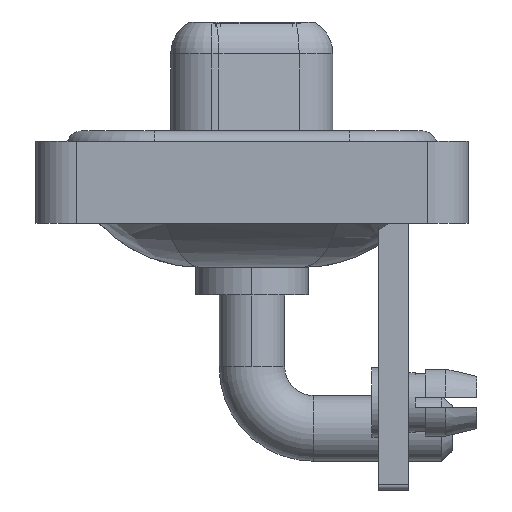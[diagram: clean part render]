
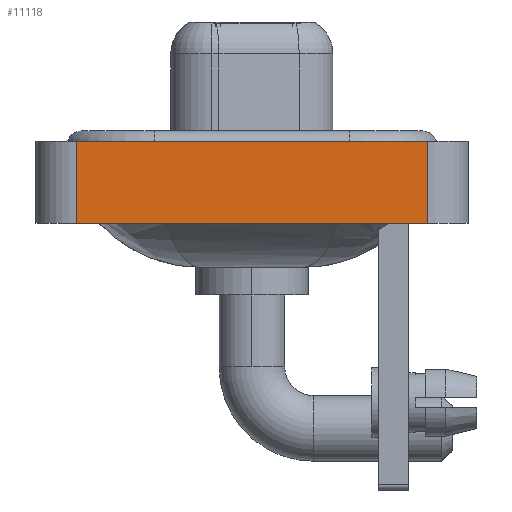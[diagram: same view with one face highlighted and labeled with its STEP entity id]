
A CAD part, left-side view. The second image highlights one B-rep face of the part: STEP entity #11118.
In plain terms, the highlighted planar face has unit normal (-1, 0, 0).
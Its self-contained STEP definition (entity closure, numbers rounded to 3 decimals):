
#7 = ORIENTED_EDGE ( 'NONE', *, *, #8174, .F. ) ;
#230 = VERTEX_POINT ( 'NONE', #1664 ) ;
#850 = DIRECTION ( 'NONE',  ( 0., 0., 1. ) ) ;
#1021 = DIRECTION ( 'NONE',  ( 0., -1., 0. ) ) ;
#1262 = PLANE ( 'NONE',  #4536 ) ;
#1664 = CARTESIAN_POINT ( 'NONE',  ( -7.35, 8.55, -3.6 ) ) ;
#1881 = EDGE_CURVE ( 'NONE', #230, #2932, #12890, .T. ) ;
#2813 = CARTESIAN_POINT ( 'NONE',  ( -7.35, 8.55, 0.4 ) ) ;
#2932 = VERTEX_POINT ( 'NONE', #2813 ) ;
#4139 = DIRECTION ( 'NONE',  ( -1., 0., 0. ) ) ;
#4371 = VECTOR ( 'NONE', #14449, 1000. ) ;
#4536 = AXIS2_PLACEMENT_3D ( 'NONE', #17261, #4139, #15805 ) ;
#4811 = CARTESIAN_POINT ( 'NONE',  ( -7.35, -8.55, -3.6 ) ) ;
#4887 = DIRECTION ( 'NONE',  ( 0., -1., 0. ) ) ;
#6763 = LINE ( 'NONE', #8466, #9383 ) ;
#7274 = LINE ( 'NONE', #11664, #4371 ) ;
#8174 = EDGE_CURVE ( 'NONE', #2932, #10811, #6763, .T. ) ;
#8466 = CARTESIAN_POINT ( 'NONE',  ( -7.35, -8.55, 0.4 ) ) ;
#8784 = ORIENTED_EDGE ( 'NONE', *, *, #15435, .T. ) ;
#8913 = VERTEX_POINT ( 'NONE', #4811 ) ;
#9383 = VECTOR ( 'NONE', #1021, 1000. ) ;
#9837 = VECTOR ( 'NONE', #850, 1000. ) ;
#10471 = ORIENTED_EDGE ( 'NONE', *, *, #15766, .T. ) ;
#10811 = VERTEX_POINT ( 'NONE', #15948 ) ;
#11073 = CARTESIAN_POINT ( 'NONE',  ( -7.35, 8.55, -3.6 ) ) ;
#11118 = ADVANCED_FACE ( 'NONE', ( #15710 ), #1262, .T. ) ;
#11664 = CARTESIAN_POINT ( 'NONE',  ( -7.35, -8.55, -3.6 ) ) ;
#12890 = LINE ( 'NONE', #11073, #9837 ) ;
#13371 = EDGE_LOOP ( 'NONE', ( #10471, #7, #17819, #8784 ) ) ;
#13690 = CARTESIAN_POINT ( 'NONE',  ( -7.35, -8.55, -3.6 ) ) ;
#14449 = DIRECTION ( 'NONE',  ( 0., 0., 1. ) ) ;
#15435 = EDGE_CURVE ( 'NONE', #230, #8913, #16769, .T. ) ;
#15710 = FACE_OUTER_BOUND ( 'NONE', #13371, .T. ) ;
#15766 = EDGE_CURVE ( 'NONE', #8913, #10811, #7274, .T. ) ;
#15805 = DIRECTION ( 'NONE',  ( 0., 0., 1. ) ) ;
#15948 = CARTESIAN_POINT ( 'NONE',  ( -7.35, -8.55, 0.4 ) ) ;
#16303 = VECTOR ( 'NONE', #4887, 1000. ) ;
#16769 = LINE ( 'NONE', #13690, #16303 ) ;
#17261 = CARTESIAN_POINT ( 'NONE',  ( -7.35, -8.55, -3.6 ) ) ;
#17819 = ORIENTED_EDGE ( 'NONE', *, *, #1881, .F. ) ;
